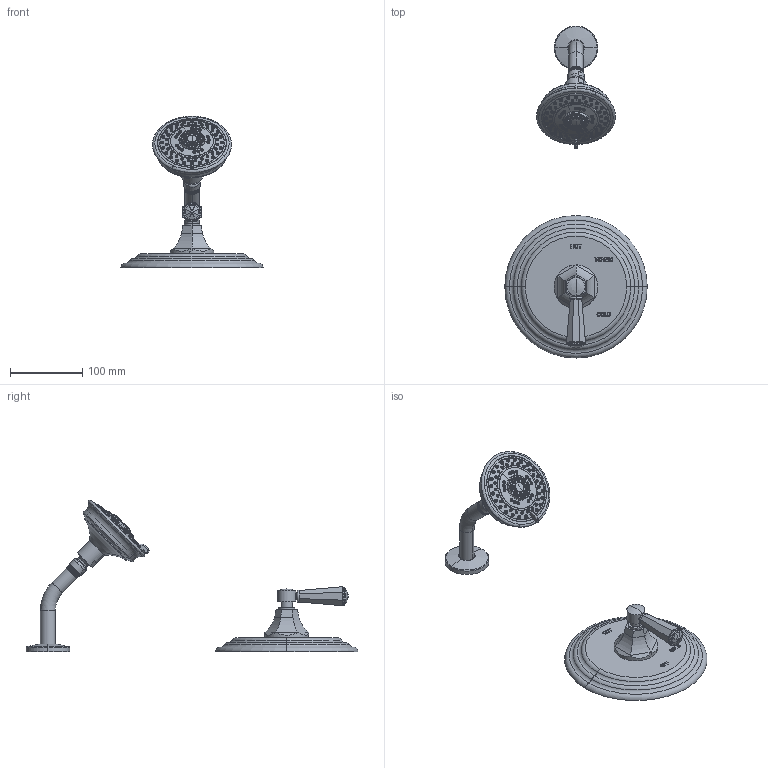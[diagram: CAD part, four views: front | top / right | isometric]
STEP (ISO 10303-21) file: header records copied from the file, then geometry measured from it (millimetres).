
FILE_DESCRIPTION((''),'2;1');
FILE_NAME('3-1234BP','2021-05-27T10:41:36',('jinson.thomas'),(''),'CREO PARAMETRIC BY PTC INC, 2018400','CREO PARAMETRIC BY PTC INC, 2018400','');
FILE_SCHEMA(('CONFIG_CONTROL_DESIGN'));
Length unit declared in the file: inch
Products named in the file (1): 3-1234BP
Bounding box: 196.85 x 458.85 x 209.53 mm (x, y, z)
Volume: 870825.6 mm3; surface area: 125587 mm2
Topology: 2 solids, 2 shells, 1398 faces, 3077 edges, 1856 vertices
Faces by surface type: torus 343, plane 321, cone 298, cylinder 236, bspline 96, extrusion 80, sphere 22, revolution 2
Entity records: 77946 total; most frequent: CARTESIAN_POINT 48167, ORIENTED_EDGE 6146, DIRECTION 5982, EDGE_CURVE 3073, AXIS2_PLACEMENT_3D 2383, VERTEX_POINT 1856, EDGE_LOOP 1591, FACE_OUTER_BOUND 1398
